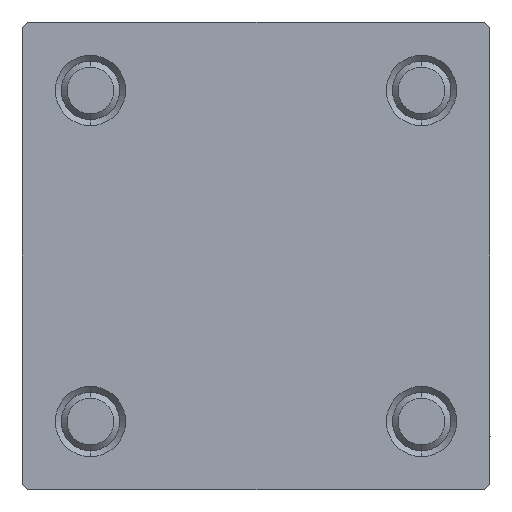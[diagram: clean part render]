
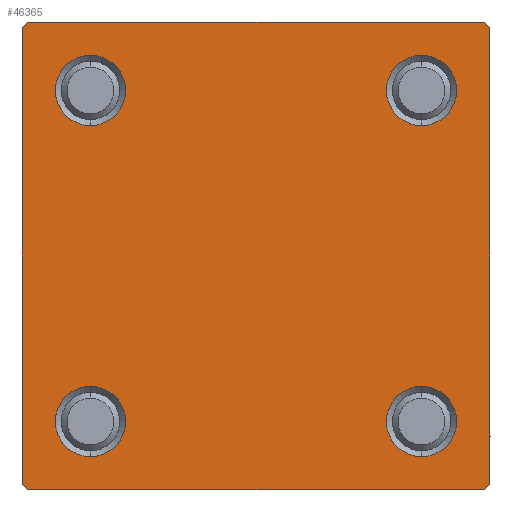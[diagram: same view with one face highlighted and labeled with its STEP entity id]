
A CAD part, left-side view. The second image highlights one B-rep face of the part: STEP entity #46365.
In plain terms, the highlighted planar face has unit normal (-1, 0, 0).
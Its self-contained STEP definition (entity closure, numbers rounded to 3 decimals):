
#47 = AXIS2_PLACEMENT_3D ( 'NONE', #30946, #19319, #19580 ) ;
#149 = AXIS2_PLACEMENT_3D ( 'NONE', #1086, #5126, #822 ) ;
#741 = ORIENTED_EDGE ( 'NONE', *, *, #18753, .T. ) ;
#822 = DIRECTION ( 'NONE',  ( 0., 0., 1. ) ) ;
#1041 = DIRECTION ( 'NONE',  ( 1., 0., 0. ) ) ;
#1086 = CARTESIAN_POINT ( 'NONE',  ( 0., 14.15, 14.15 ) ) ;
#1507 = ORIENTED_EDGE ( 'NONE', *, *, #45872, .T. ) ;
#1849 = VERTEX_POINT ( 'NONE', #12197 ) ;
#1870 = CARTESIAN_POINT ( 'NONE',  ( 0., 20., -19.5 ) ) ;
#2388 = VERTEX_POINT ( 'NONE', #30457 ) ;
#2435 = CIRCLE ( 'NONE', #9678, 3. ) ;
#2735 = CARTESIAN_POINT ( 'NONE',  ( 0., -20., -19.5 ) ) ;
#3068 = EDGE_CURVE ( 'NONE', #11682, #46233, #2435, .T. ) ;
#3206 = CIRCLE ( 'NONE', #6444, 3. ) ;
#3497 = CIRCLE ( 'NONE', #42191, 3. ) ;
#3725 = VERTEX_POINT ( 'NONE', #1870 ) ;
#4039 = CARTESIAN_POINT ( 'NONE',  ( 0., -14.15, -11.15 ) ) ;
#4244 = LINE ( 'NONE', #8522, #37274 ) ;
#4454 = ORIENTED_EDGE ( 'NONE', *, *, #24095, .T. ) ;
#4654 = FACE_BOUND ( 'NONE', #10111, .T. ) ;
#4797 = EDGE_CURVE ( 'NONE', #38898, #35345, #39549, .T. ) ;
#4817 = CARTESIAN_POINT ( 'NONE',  ( 0., 20., 20. ) ) ;
#4869 = VECTOR ( 'NONE', #39411, 1000. ) ;
#4900 = DIRECTION ( 'NONE',  ( -1., 0., 0. ) ) ;
#5060 = CARTESIAN_POINT ( 'NONE',  ( 0., -14.15, 17.15 ) ) ;
#5126 = DIRECTION ( 'NONE',  ( 1., 0., 0. ) ) ;
#5712 = ORIENTED_EDGE ( 'NONE', *, *, #5718, .T. ) ;
#5718 = EDGE_CURVE ( 'NONE', #37735, #36298, #21856, .T. ) ;
#5896 = LINE ( 'NONE', #37429, #19270 ) ;
#6266 = EDGE_CURVE ( 'NONE', #23501, #15264, #39903, .T. ) ;
#6444 = AXIS2_PLACEMENT_3D ( 'NONE', #11770, #7978, #27156 ) ;
#6498 = LINE ( 'NONE', #33525, #6825 ) ;
#6554 = VERTEX_POINT ( 'NONE', #40281 ) ;
#6570 = VECTOR ( 'NONE', #14217, 1000. ) ;
#6825 = VECTOR ( 'NONE', #10540, 1000. ) ;
#7251 = ORIENTED_EDGE ( 'NONE', *, *, #8267, .T. ) ;
#7978 = DIRECTION ( 'NONE',  ( 1., 0., 0. ) ) ;
#8137 = DIRECTION ( 'NONE',  ( 1., 0., 0. ) ) ;
#8267 = EDGE_CURVE ( 'NONE', #46233, #11682, #41289, .T. ) ;
#8522 = CARTESIAN_POINT ( 'NONE',  ( 0., -19.75, -19.75 ) ) ;
#8719 = DIRECTION ( 'NONE',  ( 1., 0., 0. ) ) ;
#9585 = EDGE_CURVE ( 'NONE', #23501, #1849, #30373, .T. ) ;
#9678 = AXIS2_PLACEMENT_3D ( 'NONE', #17430, #1041, #13395 ) ;
#9786 = VECTOR ( 'NONE', #47237, 1000. ) ;
#10111 = EDGE_LOOP ( 'NONE', ( #28850, #7251 ) ) ;
#10540 = DIRECTION ( 'NONE',  ( 0., -1., 0. ) ) ;
#11416 = EDGE_CURVE ( 'NONE', #35345, #38898, #18671, .T. ) ;
#11682 = VERTEX_POINT ( 'NONE', #5060 ) ;
#11770 = CARTESIAN_POINT ( 'NONE',  ( 0., 14.15, -14.15 ) ) ;
#11905 = EDGE_CURVE ( 'NONE', #3725, #24635, #15843, .T. ) ;
#12197 = CARTESIAN_POINT ( 'NONE',  ( 0., 20., 19.5 ) ) ;
#12876 = ORIENTED_EDGE ( 'NONE', *, *, #36533, .T. ) ;
#12920 = DIRECTION ( 'NONE',  ( 0., 0., 1. ) ) ;
#12944 = ORIENTED_EDGE ( 'NONE', *, *, #9585, .T. ) ;
#12976 = EDGE_CURVE ( 'NONE', #6554, #42038, #4244, .T. ) ;
#13090 = CARTESIAN_POINT ( 'NONE',  ( 0., -19.75, 19.75 ) ) ;
#13139 = ORIENTED_EDGE ( 'NONE', *, *, #11416, .T. ) ;
#13395 = DIRECTION ( 'NONE',  ( 0., 0., 1. ) ) ;
#14217 = DIRECTION ( 'NONE',  ( 0., 0.707, -0.707 ) ) ;
#14839 = DIRECTION ( 'NONE',  ( 0., 0., 1. ) ) ;
#15264 = VERTEX_POINT ( 'NONE', #33965 ) ;
#15511 = VECTOR ( 'NONE', #20918, 1000. ) ;
#15843 = LINE ( 'NONE', #27446, #25163 ) ;
#16536 = CARTESIAN_POINT ( 'NONE',  ( 0., -14.15, -14.15 ) ) ;
#16754 = CARTESIAN_POINT ( 'NONE',  ( 0., 0., 0. ) ) ;
#16843 = VERTEX_POINT ( 'NONE', #22736 ) ;
#16928 = CARTESIAN_POINT ( 'NONE',  ( 0., 14.15, 17.15 ) ) ;
#17004 = FACE_BOUND ( 'NONE', #24262, .T. ) ;
#17089 = CARTESIAN_POINT ( 'NONE',  ( 0., 14.15, 11.15 ) ) ;
#17430 = CARTESIAN_POINT ( 'NONE',  ( 0., -14.15, 14.15 ) ) ;
#18671 = CIRCLE ( 'NONE', #149, 3. ) ;
#18753 = EDGE_CURVE ( 'NONE', #24635, #6554, #6498, .T. ) ;
#19270 = VECTOR ( 'NONE', #41221, 1000. ) ;
#19319 = DIRECTION ( 'NONE',  ( 1., 0., 0. ) ) ;
#19376 = AXIS2_PLACEMENT_3D ( 'NONE', #16754, #4900, #47566 ) ;
#19580 = DIRECTION ( 'NONE',  ( 0., 0., 1. ) ) ;
#20918 = DIRECTION ( 'NONE',  ( 0., 0.707, 0.707 ) ) ;
#21856 = CIRCLE ( 'NONE', #48460, 3. ) ;
#22529 = ORIENTED_EDGE ( 'NONE', *, *, #41826, .T. ) ;
#22736 = CARTESIAN_POINT ( 'NONE',  ( 0., 14.15, -17.15 ) ) ;
#23501 = VERTEX_POINT ( 'NONE', #26342 ) ;
#24095 = EDGE_CURVE ( 'NONE', #24521, #16843, #44881, .T. ) ;
#24262 = EDGE_LOOP ( 'NONE', ( #4454, #44965 ) ) ;
#24521 = VERTEX_POINT ( 'NONE', #40706 ) ;
#24592 = EDGE_LOOP ( 'NONE', ( #13139, #46604 ) ) ;
#24635 = VERTEX_POINT ( 'NONE', #33869 ) ;
#25163 = VECTOR ( 'NONE', #42861, 1000. ) ;
#26217 = CARTESIAN_POINT ( 'NONE',  ( 0., 14.15, -14.15 ) ) ;
#26342 = CARTESIAN_POINT ( 'NONE',  ( 0., 19.5, 20. ) ) ;
#27156 = DIRECTION ( 'NONE',  ( 0., 0., 1. ) ) ;
#27289 = ORIENTED_EDGE ( 'NONE', *, *, #6266, .F. ) ;
#27446 = CARTESIAN_POINT ( 'NONE',  ( 0., 19.75, -19.75 ) ) ;
#28850 = ORIENTED_EDGE ( 'NONE', *, *, #3068, .T. ) ;
#28936 = EDGE_LOOP ( 'NONE', ( #5712, #22529 ) ) ;
#30373 = LINE ( 'NONE', #34169, #6570 ) ;
#30457 = CARTESIAN_POINT ( 'NONE',  ( 0., -20., 19.5 ) ) ;
#30946 = CARTESIAN_POINT ( 'NONE',  ( 0., 14.15, 14.15 ) ) ;
#31033 = ORIENTED_EDGE ( 'NONE', *, *, #12976, .T. ) ;
#32088 = LINE ( 'NONE', #47492, #4869 ) ;
#32411 = FACE_OUTER_BOUND ( 'NONE', #43126, .T. ) ;
#32587 = ORIENTED_EDGE ( 'NONE', *, *, #45716, .F. ) ;
#33525 = CARTESIAN_POINT ( 'NONE',  ( 0., 20., -20. ) ) ;
#33869 = CARTESIAN_POINT ( 'NONE',  ( 0., 19.5, -20. ) ) ;
#33965 = CARTESIAN_POINT ( 'NONE',  ( 0., -19.5, 20. ) ) ;
#34169 = CARTESIAN_POINT ( 'NONE',  ( 0., 19.75, 19.75 ) ) ;
#34583 = ORIENTED_EDGE ( 'NONE', *, *, #11905, .T. ) ;
#34958 = CARTESIAN_POINT ( 'NONE',  ( 0., -14.15, 11.15 ) ) ;
#35345 = VERTEX_POINT ( 'NONE', #16928 ) ;
#35666 = AXIS2_PLACEMENT_3D ( 'NONE', #39685, #8137, #46760 ) ;
#35740 = DIRECTION ( 'NONE',  ( 0., 0., 1. ) ) ;
#35952 = FACE_BOUND ( 'NONE', #24592, .T. ) ;
#36298 = VERTEX_POINT ( 'NONE', #41165 ) ;
#36533 = EDGE_CURVE ( 'NONE', #2388, #15264, #40355, .T. ) ;
#36659 = DIRECTION ( 'NONE',  ( 1., 0., 0. ) ) ;
#37274 = VECTOR ( 'NONE', #46651, 1000. ) ;
#37429 = CARTESIAN_POINT ( 'NONE',  ( 0., -20., 20. ) ) ;
#37735 = VERTEX_POINT ( 'NONE', #4039 ) ;
#38898 = VERTEX_POINT ( 'NONE', #17089 ) ;
#39411 = DIRECTION ( 'NONE',  ( 0., 0., -1. ) ) ;
#39549 = CIRCLE ( 'NONE', #47, 3. ) ;
#39685 = CARTESIAN_POINT ( 'NONE',  ( 0., -14.15, 14.15 ) ) ;
#39903 = LINE ( 'NONE', #4817, #9786 ) ;
#40196 = CARTESIAN_POINT ( 'NONE',  ( 0., -14.15, -14.15 ) ) ;
#40281 = CARTESIAN_POINT ( 'NONE',  ( 0., -19.5, -20. ) ) ;
#40355 = LINE ( 'NONE', #13090, #15511 ) ;
#40706 = CARTESIAN_POINT ( 'NONE',  ( 0., 14.15, -11.15 ) ) ;
#41165 = CARTESIAN_POINT ( 'NONE',  ( 0., -14.15, -17.15 ) ) ;
#41221 = DIRECTION ( 'NONE',  ( 0., 0., -1. ) ) ;
#41289 = CIRCLE ( 'NONE', #35666, 3. ) ;
#41625 = DIRECTION ( 'NONE',  ( 1., 0., 0. ) ) ;
#41674 = AXIS2_PLACEMENT_3D ( 'NONE', #26217, #41625, #14839 ) ;
#41826 = EDGE_CURVE ( 'NONE', #36298, #37735, #3497, .T. ) ;
#42038 = VERTEX_POINT ( 'NONE', #2735 ) ;
#42191 = AXIS2_PLACEMENT_3D ( 'NONE', #40196, #36659, #12920 ) ;
#42861 = DIRECTION ( 'NONE',  ( 0., -0.707, -0.707 ) ) ;
#43126 = EDGE_LOOP ( 'NONE', ( #1507, #34583, #741, #31033, #32587, #12876, #27289, #12944 ) ) ;
#43270 = PLANE ( 'NONE',  #19376 ) ;
#44881 = CIRCLE ( 'NONE', #41674, 3. ) ;
#44965 = ORIENTED_EDGE ( 'NONE', *, *, #48359, .T. ) ;
#45716 = EDGE_CURVE ( 'NONE', #2388, #42038, #5896, .T. ) ;
#45872 = EDGE_CURVE ( 'NONE', #1849, #3725, #32088, .T. ) ;
#46233 = VERTEX_POINT ( 'NONE', #34958 ) ;
#46365 = ADVANCED_FACE ( 'NONE', ( #4654, #47071, #17004, #35952, #32411 ), #43270, .T. ) ;
#46604 = ORIENTED_EDGE ( 'NONE', *, *, #4797, .T. ) ;
#46651 = DIRECTION ( 'NONE',  ( 0., -0.707, 0.707 ) ) ;
#46760 = DIRECTION ( 'NONE',  ( 0., 0., 1. ) ) ;
#47071 = FACE_BOUND ( 'NONE', #28936, .T. ) ;
#47237 = DIRECTION ( 'NONE',  ( 0., -1., 0. ) ) ;
#47492 = CARTESIAN_POINT ( 'NONE',  ( 0., 20., 20. ) ) ;
#47566 = DIRECTION ( 'NONE',  ( 0., 0., 1. ) ) ;
#48359 = EDGE_CURVE ( 'NONE', #16843, #24521, #3206, .T. ) ;
#48460 = AXIS2_PLACEMENT_3D ( 'NONE', #16536, #8719, #35740 ) ;
